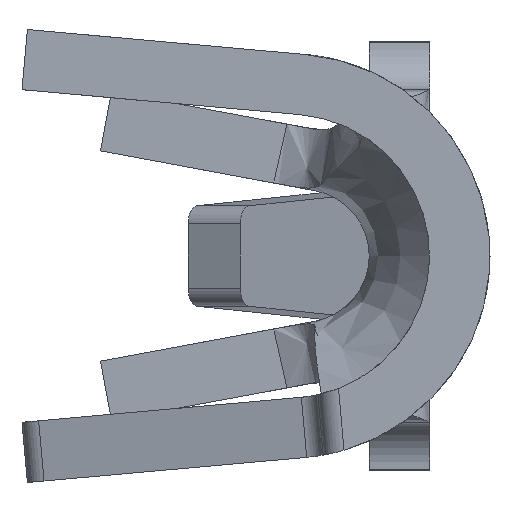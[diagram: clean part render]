
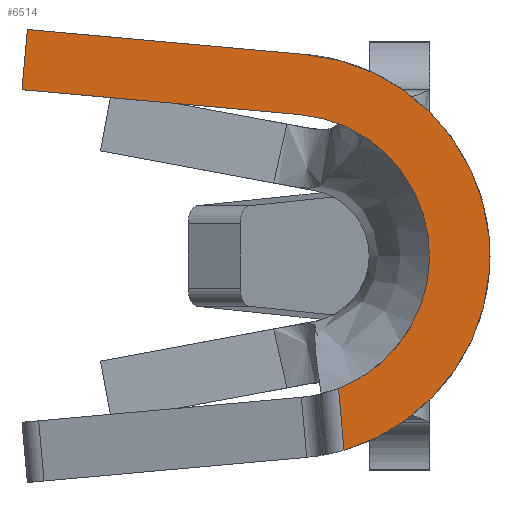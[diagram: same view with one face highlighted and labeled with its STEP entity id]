
A CAD part, left-side view. The second image highlights one B-rep face of the part: STEP entity #6514.
In plain terms, the highlighted planar face has unit normal (-1, 0, 0).
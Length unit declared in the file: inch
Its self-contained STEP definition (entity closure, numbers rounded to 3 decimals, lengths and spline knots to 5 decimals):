
#66 = LINE ( 'NONE', #1322, #1703 ) ;
#111 = CARTESIAN_POINT ( 'NONE',  ( -0.732, 0.04102, 0.06673 ) ) ;
#150 = DIRECTION ( 'NONE',  ( 0., -0.089, -0.996 ) ) ;
#199 = DIRECTION ( 'NONE',  ( 0., 0.996, 0.089 ) ) ;
#217 = CARTESIAN_POINT ( 'NONE',  ( -0.732, 0.0428, 0.04681 ) ) ;
#253 = EDGE_CURVE ( 'NONE', #5607, #1088, #4662, .T. ) ;
#311 = CARTESIAN_POINT ( 'NONE',  ( -0.732, 0.13321, 0.075 ) ) ;
#490 = EDGE_CURVE ( 'NONE', #1088, #6276, #6384, .T. ) ;
#544 = EDGE_CURVE ( 'NONE', #6276, #1848, #1254, .T. ) ;
#648 = EDGE_CURVE ( 'NONE', #1848, #3965, #3496, .T. ) ;
#696 = EDGE_CURVE ( 'NONE', #5607, #1354, #66, .T. ) ;
#910 = FACE_OUTER_BOUND ( 'NONE', #5665, .T. ) ;
#1088 = VERTEX_POINT ( 'NONE', #4671 ) ;
#1254 = LINE ( 'NONE', #6246, #7084 ) ;
#1322 = CARTESIAN_POINT ( 'NONE',  ( -0.732, 0.03421, 0.00115 ) ) ;
#1354 = VERTEX_POINT ( 'NONE', #4861 ) ;
#1379 = CARTESIAN_POINT ( 'NONE',  ( -0.732, 0.047, 0. ) ) ;
#1703 = VECTOR ( 'NONE', #150, 39.37008 ) ;
#1848 = VERTEX_POINT ( 'NONE', #311 ) ;
#2049 = ORIENTED_EDGE ( 'NONE', *, *, #696, .T. ) ;
#2208 = AXIS2_PLACEMENT_3D ( 'NONE', #1379, #3685, #6021 ) ;
#2232 = DIRECTION ( 'NONE',  ( 1., 0., 0. ) ) ;
#2464 = ORIENTED_EDGE ( 'NONE', *, *, #490, .F. ) ;
#2590 = CARTESIAN_POINT ( 'NONE',  ( -0.732, 0.03018, -0.04389 ) ) ;
#2705 = AXIS2_PLACEMENT_3D ( 'NONE', #5669, #2232, #6218 ) ;
#2962 = ORIENTED_EDGE ( 'NONE', *, *, #253, .F. ) ;
#2975 = DIRECTION ( 'NONE',  ( 0., 0., -1. ) ) ;
#2996 = DIRECTION ( 'NONE',  ( -1., 0., 0. ) ) ;
#3003 = CARTESIAN_POINT ( 'NONE',  ( -0.732, 0.047, 0. ) ) ;
#3425 = CARTESIAN_POINT ( 'NONE',  ( -0.732, 0.135, 0.05508 ) ) ;
#3496 = LINE ( 'NONE', #111, #5001 ) ;
#3569 = ORIENTED_EDGE ( 'NONE', *, *, #7310, .F. ) ;
#3685 = DIRECTION ( 'NONE',  ( 1., 0., 0. ) ) ;
#3853 = DIRECTION ( 'NONE',  ( 0., -0.996, -0.089 ) ) ;
#3965 = VERTEX_POINT ( 'NONE', #7135 ) ;
#4662 = CIRCLE ( 'NONE', #4768, 0.047 ) ;
#4671 = CARTESIAN_POINT ( 'NONE',  ( -0.732, 0.0428, 0.04681 ) ) ;
#4755 = VECTOR ( 'NONE', #199, 39.37008 ) ;
#4768 = AXIS2_PLACEMENT_3D ( 'NONE', #3003, #2996, #2975 ) ;
#4861 = CARTESIAN_POINT ( 'NONE',  ( -0.732, 0.02834, -0.06435 ) ) ;
#4887 = ORIENTED_EDGE ( 'NONE', *, *, #544, .F. ) ;
#4896 = PLANE ( 'NONE',  #2208 ) ;
#5001 = VECTOR ( 'NONE', #3853, 39.37008 ) ;
#5607 = VERTEX_POINT ( 'NONE', #2590 ) ;
#5660 = DIRECTION ( 'NONE',  ( 0., -0.089, 0.996 ) ) ;
#5665 = EDGE_LOOP ( 'NONE', ( #2962, #2049, #3569, #6225, #4887, #2464 ) ) ;
#5669 = CARTESIAN_POINT ( 'NONE',  ( -0.732, 0.047, 0. ) ) ;
#6021 = DIRECTION ( 'NONE',  ( 0., 0., -1. ) ) ;
#6218 = DIRECTION ( 'NONE',  ( 0., 0., -1. ) ) ;
#6225 = ORIENTED_EDGE ( 'NONE', *, *, #648, .F. ) ;
#6246 = CARTESIAN_POINT ( 'NONE',  ( -0.732, 0.135, 0.05508 ) ) ;
#6276 = VERTEX_POINT ( 'NONE', #3425 ) ;
#6384 = LINE ( 'NONE', #217, #4755 ) ;
#6514 = ADVANCED_FACE ( 'NONE', ( #910 ), #4896, .F. ) ;
#6886 = CIRCLE ( 'NONE', #2705, 0.067 ) ;
#7084 = VECTOR ( 'NONE', #5660, 39.37008 ) ;
#7135 = CARTESIAN_POINT ( 'NONE',  ( -0.732, 0.04102, 0.06673 ) ) ;
#7310 = EDGE_CURVE ( 'NONE', #3965, #1354, #6886, .T. ) ;
